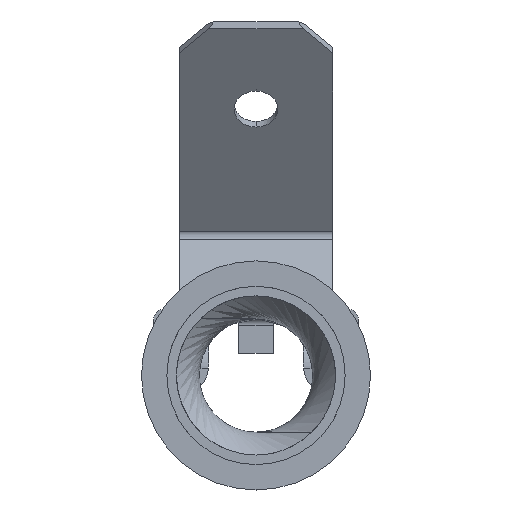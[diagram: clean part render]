
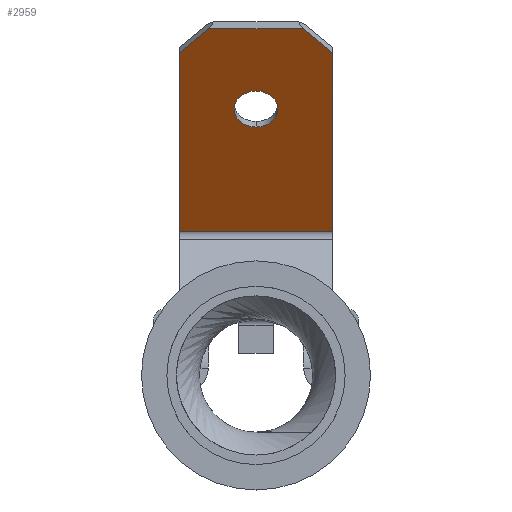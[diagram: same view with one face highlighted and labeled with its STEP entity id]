
A CAD part, front view. The second image highlights one B-rep face of the part: STEP entity #2959.
In plain terms, the highlighted planar face has unit normal (0, -0.819, -0.574).
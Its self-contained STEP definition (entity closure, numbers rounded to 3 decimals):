
#13 = CARTESIAN_POINT ( 'NONE',  ( -2.795, 10.133, 2.684 ) ) ;
#22 = ORIENTED_EDGE ( 'NONE', *, *, #2174, .T. ) ;
#45 = VECTOR ( 'NONE', #2002, 1000. ) ;
#58 = DIRECTION ( 'NONE',  ( 0., 0.819, 0.574 ) ) ;
#136 = CARTESIAN_POINT ( 'NONE',  ( 2.795, 5.47, 9.343 ) ) ;
#160 = LINE ( 'NONE', #136, #1089 ) ;
#164 = ORIENTED_EDGE ( 'NONE', *, *, #1027, .T. ) ;
#179 = AXIS2_PLACEMENT_3D ( 'NONE', #840, #58, #1244 ) ;
#230 = EDGE_LOOP ( 'NONE', ( #285, #1109 ) ) ;
#234 = VERTEX_POINT ( 'NONE', #4985 ) ;
#260 = EDGE_LOOP ( 'NONE', ( #3155, #1506, #1809, #1269, #164, #4049, #3238, #22 ) ) ;
#274 = VERTEX_POINT ( 'NONE', #1546 ) ;
#276 = EDGE_CURVE ( 'NONE', #1004, #2540, #1217, .T. ) ;
#280 = LINE ( 'NONE', #13, #3529 ) ;
#285 = ORIENTED_EDGE ( 'NONE', *, *, #2365, .T. ) ;
#460 = EDGE_CURVE ( 'NONE', #786, #2540, #1640, .T. ) ;
#469 = VECTOR ( 'NONE', #3458, 1000. ) ;
#562 = FACE_OUTER_BOUND ( 'NONE', #260, .T. ) ;
#659 = CARTESIAN_POINT ( 'NONE',  ( -2.794, 8.06, 5.644 ) ) ;
#699 = LINE ( 'NONE', #659, #5025 ) ;
#786 = VERTEX_POINT ( 'NONE', #3099 ) ;
#809 = VERTEX_POINT ( 'NONE', #1932 ) ;
#827 = LINE ( 'NONE', #2121, #4170 ) ;
#840 = CARTESIAN_POINT ( 'NONE',  ( 2.795, 10.133, 2.684 ) ) ;
#948 = LINE ( 'NONE', #1054, #4410 ) ;
#1000 = CARTESIAN_POINT ( 'NONE',  ( -1.545, 4.753, 10.367 ) ) ;
#1004 = VERTEX_POINT ( 'NONE', #2422 ) ;
#1027 = EDGE_CURVE ( 'NONE', #4773, #2589, #827, .T. ) ;
#1054 = CARTESIAN_POINT ( 'NONE',  ( 2.794, 10.021, 2.844 ) ) ;
#1089 = VECTOR ( 'NONE', #3253, 1000. ) ;
#1109 = ORIENTED_EDGE ( 'NONE', *, *, #2695, .T. ) ;
#1186 = DIRECTION ( 'NONE',  ( 0., 0.819, 0.574 ) ) ;
#1217 = LINE ( 'NONE', #2282, #469 ) ;
#1227 = EDGE_CURVE ( 'NONE', #1004, #4773, #160, .T. ) ;
#1232 = VECTOR ( 'NONE', #1414, 1000. ) ;
#1244 = DIRECTION ( 'NONE',  ( 0., -0.574, 0.819 ) ) ;
#1269 = ORIENTED_EDGE ( 'NONE', *, *, #1227, .T. ) ;
#1290 = EDGE_CURVE ( 'NONE', #274, #786, #948, .T. ) ;
#1356 = CARTESIAN_POINT ( 'NONE',  ( 0., 7.363, 6.64 ) ) ;
#1414 = DIRECTION ( 'NONE',  ( -0.707, 0.406, -0.579 ) ) ;
#1466 = DIRECTION ( 'NONE',  ( 0., -0.574, 0.819 ) ) ;
#1496 = CARTESIAN_POINT ( 'NONE',  ( 0., 6.904, 7.296 ) ) ;
#1506 = ORIENTED_EDGE ( 'NONE', *, *, #460, .T. ) ;
#1546 = CARTESIAN_POINT ( 'NONE',  ( -2.794, 10.021, 2.844 ) ) ;
#1640 = LINE ( 'NONE', #1985, #45 ) ;
#1668 = CIRCLE ( 'NONE', #2134, 0.8 ) ;
#1809 = ORIENTED_EDGE ( 'NONE', *, *, #276, .F. ) ;
#1849 = EDGE_CURVE ( 'NONE', #3479, #234, #280, .T. ) ;
#1932 = CARTESIAN_POINT ( 'NONE',  ( 0., 6.445, 7.951 ) ) ;
#1985 = CARTESIAN_POINT ( 'NONE',  ( 2.794, 10.133, 2.684 ) ) ;
#2002 = DIRECTION ( 'NONE',  ( 0., 0.574, -0.819 ) ) ;
#2121 = CARTESIAN_POINT ( 'NONE',  ( 2.795, 4.853, 10.224 ) ) ;
#2134 = AXIS2_PLACEMENT_3D ( 'NONE', #3133, #1186, #2358 ) ;
#2174 = EDGE_CURVE ( 'NONE', #234, #274, #699, .T. ) ;
#2282 = CARTESIAN_POINT ( 'NONE',  ( 2.795, 10.133, 2.684 ) ) ;
#2343 = CIRCLE ( 'NONE', #3825, 0.8 ) ;
#2358 = DIRECTION ( 'NONE',  ( 0., -0.574, 0.819 ) ) ;
#2365 = EDGE_CURVE ( 'NONE', #809, #3925, #1668, .T. ) ;
#2390 = PLANE ( 'NONE',  #179 ) ;
#2422 = CARTESIAN_POINT ( 'NONE',  ( 2.795, 5.47, 9.343 ) ) ;
#2540 = VERTEX_POINT ( 'NONE', #4485 ) ;
#2589 = VERTEX_POINT ( 'NONE', #4430 ) ;
#2695 = EDGE_CURVE ( 'NONE', #3925, #809, #2343, .T. ) ;
#2929 = DIRECTION ( 'NONE',  ( 1., 0., 0. ) ) ;
#2959 = ADVANCED_FACE ( 'NONE', ( #3382, #562 ), #2390, .F. ) ;
#3048 = DIRECTION ( 'NONE',  ( 0., 0.819, 0.574 ) ) ;
#3099 = CARTESIAN_POINT ( 'NONE',  ( 2.794, 10.021, 2.844 ) ) ;
#3133 = CARTESIAN_POINT ( 'NONE',  ( 0., 6.904, 7.296 ) ) ;
#3155 = ORIENTED_EDGE ( 'NONE', *, *, #1290, .T. ) ;
#3202 = CARTESIAN_POINT ( 'NONE',  ( 1.72, 4.853, 10.224 ) ) ;
#3238 = ORIENTED_EDGE ( 'NONE', *, *, #1849, .T. ) ;
#3253 = DIRECTION ( 'NONE',  ( -0.707, -0.406, 0.579 ) ) ;
#3314 = DIRECTION ( 'NONE',  ( -1., 0., 0. ) ) ;
#3382 = FACE_BOUND ( 'NONE', #230, .T. ) ;
#3458 = DIRECTION ( 'NONE',  ( 0., 0.574, -0.819 ) ) ;
#3479 = VERTEX_POINT ( 'NONE', #4983 ) ;
#3529 = VECTOR ( 'NONE', #3935, 1000. ) ;
#3825 = AXIS2_PLACEMENT_3D ( 'NONE', #1496, #3048, #1466 ) ;
#3925 = VERTEX_POINT ( 'NONE', #1356 ) ;
#3935 = DIRECTION ( 'NONE',  ( 0., 0.574, -0.819 ) ) ;
#4016 = EDGE_CURVE ( 'NONE', #2589, #3479, #4863, .T. ) ;
#4049 = ORIENTED_EDGE ( 'NONE', *, *, #4016, .T. ) ;
#4170 = VECTOR ( 'NONE', #3314, 1000. ) ;
#4410 = VECTOR ( 'NONE', #2929, 1000. ) ;
#4430 = CARTESIAN_POINT ( 'NONE',  ( -1.72, 4.853, 10.224 ) ) ;
#4485 = CARTESIAN_POINT ( 'NONE',  ( 2.795, 10.133, 2.684 ) ) ;
#4773 = VERTEX_POINT ( 'NONE', #3202 ) ;
#4863 = LINE ( 'NONE', #1000, #1232 ) ;
#4983 = CARTESIAN_POINT ( 'NONE',  ( -2.795, 5.47, 9.343 ) ) ;
#4985 = CARTESIAN_POINT ( 'NONE',  ( -2.795, 10.133, 2.684 ) ) ;
#4994 = DIRECTION ( 'NONE',  ( 0., -0.574, 0.819 ) ) ;
#5025 = VECTOR ( 'NONE', #4994, 1000. ) ;
